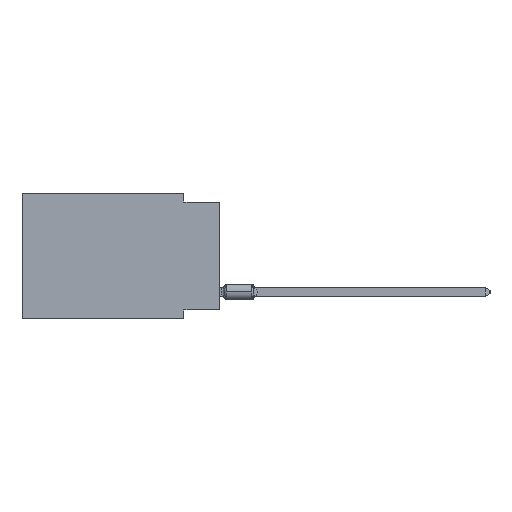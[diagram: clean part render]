
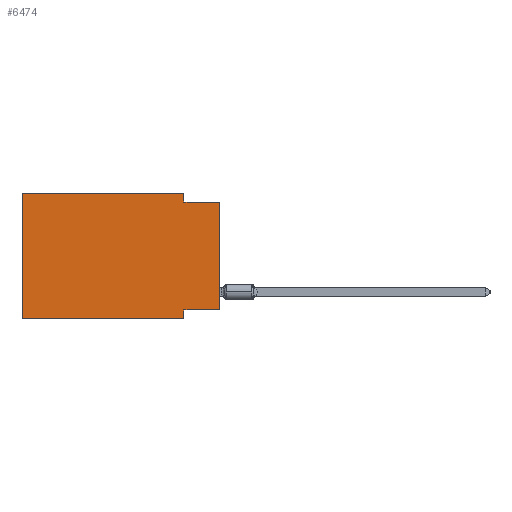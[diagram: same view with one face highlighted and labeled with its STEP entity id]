
A CAD part, left-side view. The second image highlights one B-rep face of the part: STEP entity #6474.
In plain terms, the highlighted planar face has unit normal (-1, 0, 0).
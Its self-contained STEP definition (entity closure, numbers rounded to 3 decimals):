
#1356 = CARTESIAN_POINT ( 'NONE',  ( 0., 0., 0. ) ) ;
#1876 = ORIENTED_EDGE ( 'NONE', *, *, #38266, .F. ) ;
#2215 = DIRECTION ( 'NONE',  ( 0., 0., -1. ) ) ;
#2317 = DIRECTION ( 'NONE',  ( 0., -1., 0. ) ) ;
#3384 = LINE ( 'NONE', #28585, #15169 ) ;
#4052 = VERTEX_POINT ( 'NONE', #46175 ) ;
#4173 = EDGE_CURVE ( 'NONE', #12150, #43804, #31282, .T. ) ;
#4190 = LINE ( 'NONE', #31809, #41732 ) ;
#4958 = EDGE_LOOP ( 'NONE', ( #17819, #1876, #35971, #29773, #27519, #10942, #33359, #44980 ) ) ;
#6474 = ADVANCED_FACE ( 'NONE', ( #41817 ), #31437, .F. ) ;
#7622 = AXIS2_PLACEMENT_3D ( 'NONE', #16828, #31216, #2215 ) ;
#8245 = CARTESIAN_POINT ( 'NONE',  ( 0., 2.54, -8.89 ) ) ;
#10026 = LINE ( 'NONE', #20155, #34454 ) ;
#10162 = VERTEX_POINT ( 'NONE', #42964 ) ;
#10306 = LINE ( 'NONE', #34845, #34882 ) ;
#10345 = CARTESIAN_POINT ( 'NONE',  ( 0., 2.54, 0. ) ) ;
#10942 = ORIENTED_EDGE ( 'NONE', *, *, #44894, .T. ) ;
#11372 = DIRECTION ( 'NONE',  ( 0., 0., 1. ) ) ;
#11902 = EDGE_CURVE ( 'NONE', #15389, #10162, #22874, .T. ) ;
#12150 = VERTEX_POINT ( 'NONE', #10345 ) ;
#12201 = EDGE_CURVE ( 'NONE', #20280, #15389, #4190, .T. ) ;
#13925 = EDGE_CURVE ( 'NONE', #20280, #30865, #26334, .T. ) ;
#15169 = VECTOR ( 'NONE', #11372, 1000. ) ;
#15389 = VERTEX_POINT ( 'NONE', #21583 ) ;
#15858 = LINE ( 'NONE', #41800, #21957 ) ;
#16432 = DIRECTION ( 'NONE',  ( 0., 0., 1. ) ) ;
#16828 = CARTESIAN_POINT ( 'NONE',  ( 0., 13.97, 0. ) ) ;
#17819 = ORIENTED_EDGE ( 'NONE', *, *, #13925, .T. ) ;
#20155 = CARTESIAN_POINT ( 'NONE',  ( 0., 13.97, -8.89 ) ) ;
#20280 = VERTEX_POINT ( 'NONE', #24092 ) ;
#21583 = CARTESIAN_POINT ( 'NONE',  ( 0., 2.54, -8.255 ) ) ;
#21957 = VECTOR ( 'NONE', #23891, 1000. ) ;
#22874 = LINE ( 'NONE', #8245, #46233 ) ;
#23163 = EDGE_CURVE ( 'NONE', #4052, #36331, #3384, .T. ) ;
#23891 = DIRECTION ( 'NONE',  ( 0., -1., 0. ) ) ;
#24092 = CARTESIAN_POINT ( 'NONE',  ( 0., 0., -8.255 ) ) ;
#25410 = DIRECTION ( 'NONE',  ( 0., 1., 0. ) ) ;
#26160 = DIRECTION ( 'NONE',  ( 0., 0., -1. ) ) ;
#26334 = LINE ( 'NONE', #1356, #37330 ) ;
#27519 = ORIENTED_EDGE ( 'NONE', *, *, #23163, .F. ) ;
#28585 = CARTESIAN_POINT ( 'NONE',  ( 0., 13.97, 0. ) ) ;
#29773 = ORIENTED_EDGE ( 'NONE', *, *, #31186, .F. ) ;
#30865 = VERTEX_POINT ( 'NONE', #46083 ) ;
#31186 = EDGE_CURVE ( 'NONE', #36331, #12150, #15858, .T. ) ;
#31216 = DIRECTION ( 'NONE',  ( 1., 0., 0. ) ) ;
#31282 = LINE ( 'NONE', #31505, #33058 ) ;
#31437 = PLANE ( 'NONE',  #7622 ) ;
#31505 = CARTESIAN_POINT ( 'NONE',  ( 0., 2.54, 0. ) ) ;
#31809 = CARTESIAN_POINT ( 'NONE',  ( 0., 0., -8.255 ) ) ;
#33058 = VECTOR ( 'NONE', #38583, 1000. ) ;
#33359 = ORIENTED_EDGE ( 'NONE', *, *, #11902, .F. ) ;
#34173 = CARTESIAN_POINT ( 'NONE',  ( 0., 2.54, -0.635 ) ) ;
#34454 = VECTOR ( 'NONE', #42067, 1000. ) ;
#34845 = CARTESIAN_POINT ( 'NONE',  ( 0., 0., -0.635 ) ) ;
#34882 = VECTOR ( 'NONE', #2317, 1000. ) ;
#35971 = ORIENTED_EDGE ( 'NONE', *, *, #4173, .F. ) ;
#36331 = VERTEX_POINT ( 'NONE', #40368 ) ;
#37330 = VECTOR ( 'NONE', #16432, 1000. ) ;
#38266 = EDGE_CURVE ( 'NONE', #43804, #30865, #10306, .T. ) ;
#38583 = DIRECTION ( 'NONE',  ( 0., 0., -1. ) ) ;
#40368 = CARTESIAN_POINT ( 'NONE',  ( 0., 13.97, 0. ) ) ;
#41732 = VECTOR ( 'NONE', #25410, 1000. ) ;
#41800 = CARTESIAN_POINT ( 'NONE',  ( 0., 13.97, 0. ) ) ;
#41817 = FACE_OUTER_BOUND ( 'NONE', #4958, .T. ) ;
#42067 = DIRECTION ( 'NONE',  ( 0., -1., 0. ) ) ;
#42964 = CARTESIAN_POINT ( 'NONE',  ( 0., 2.54, -8.89 ) ) ;
#43804 = VERTEX_POINT ( 'NONE', #34173 ) ;
#44894 = EDGE_CURVE ( 'NONE', #4052, #10162, #10026, .T. ) ;
#44980 = ORIENTED_EDGE ( 'NONE', *, *, #12201, .F. ) ;
#46083 = CARTESIAN_POINT ( 'NONE',  ( 0., 0., -0.635 ) ) ;
#46175 = CARTESIAN_POINT ( 'NONE',  ( 0., 13.97, -8.89 ) ) ;
#46233 = VECTOR ( 'NONE', #26160, 1000. ) ;
